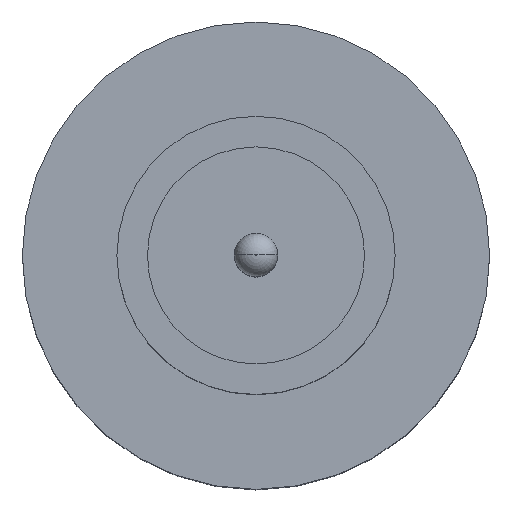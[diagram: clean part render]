
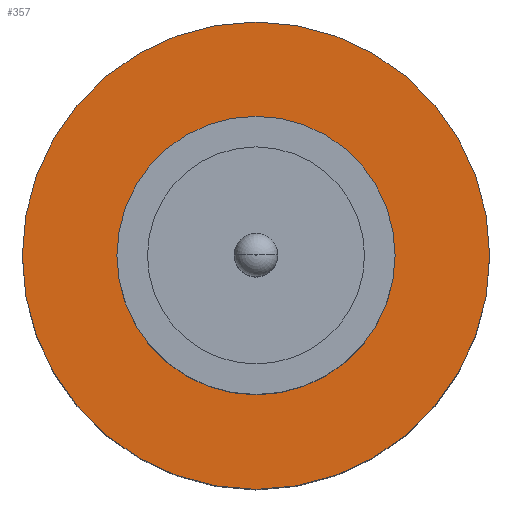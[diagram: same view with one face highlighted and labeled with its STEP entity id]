
A CAD part, top view. The second image highlights one B-rep face of the part: STEP entity #357.
In plain terms, the highlighted planar face has unit normal (0, 0, 1).
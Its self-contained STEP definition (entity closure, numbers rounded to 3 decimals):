
#1 = VERTEX_POINT ( 'NONE', #443 ) ;
#14 = ORIENTED_EDGE ( 'NONE', *, *, #701, .F. ) ;
#50 = FACE_OUTER_BOUND ( 'NONE', #839, .T. ) ;
#76 = AXIS2_PLACEMENT_3D ( 'NONE', #744, #916, #368 ) ;
#79 = VERTEX_POINT ( 'NONE', #362 ) ;
#122 = DIRECTION ( 'NONE',  ( 1., 0., 0. ) ) ;
#127 = DIRECTION ( 'NONE',  ( 0., 0., 1. ) ) ;
#164 = DIRECTION ( 'NONE',  ( 0., 0., 1. ) ) ;
#218 = CIRCLE ( 'NONE', #559, 2.1 ) ;
#239 = CIRCLE ( 'NONE', #646, 2.1 ) ;
#253 = ORIENTED_EDGE ( 'NONE', *, *, #464, .F. ) ;
#261 = VERTEX_POINT ( 'NONE', #587 ) ;
#309 = CARTESIAN_POINT ( 'NONE',  ( -2.1, 0., 1.55 ) ) ;
#344 = CARTESIAN_POINT ( 'NONE',  ( 0., 0., 1.55 ) ) ;
#357 = ADVANCED_FACE ( 'NONE', ( #699, #50 ), #913, .T. ) ;
#362 = CARTESIAN_POINT ( 'NONE',  ( 2.1, 0., 1.55 ) ) ;
#368 = DIRECTION ( 'NONE',  ( 1., 0., 0. ) ) ;
#394 = CIRCLE ( 'NONE', #878, 1.25 ) ;
#415 = DIRECTION ( 'NONE',  ( 1., 0., 0. ) ) ;
#434 = ORIENTED_EDGE ( 'NONE', *, *, #923, .T. ) ;
#443 = CARTESIAN_POINT ( 'NONE',  ( 1.25, 0., 1.55 ) ) ;
#464 = EDGE_CURVE ( 'NONE', #1, #261, #906, .T. ) ;
#475 = EDGE_LOOP ( 'NONE', ( #253, #14 ) ) ;
#525 = VERTEX_POINT ( 'NONE', #309 ) ;
#559 = AXIS2_PLACEMENT_3D ( 'NONE', #344, #591, #731 ) ;
#587 = CARTESIAN_POINT ( 'NONE',  ( -1.25, 0., 1.55 ) ) ;
#588 = DIRECTION ( 'NONE',  ( 0., 0., 1. ) ) ;
#591 = DIRECTION ( 'NONE',  ( 0., 0., 1. ) ) ;
#600 = CARTESIAN_POINT ( 'NONE',  ( 0., 0., 1.55 ) ) ;
#646 = AXIS2_PLACEMENT_3D ( 'NONE', #896, #588, #735 ) ;
#699 = FACE_BOUND ( 'NONE', #475, .T. ) ;
#701 = EDGE_CURVE ( 'NONE', #261, #1, #394, .T. ) ;
#731 = DIRECTION ( 'NONE',  ( 1., 0., 0. ) ) ;
#735 = DIRECTION ( 'NONE',  ( 1., 0., 0. ) ) ;
#744 = CARTESIAN_POINT ( 'NONE',  ( 0., 0., 1.55 ) ) ;
#817 = ORIENTED_EDGE ( 'NONE', *, *, #1008, .T. ) ;
#827 = AXIS2_PLACEMENT_3D ( 'NONE', #600, #127, #122 ) ;
#839 = EDGE_LOOP ( 'NONE', ( #434, #817 ) ) ;
#878 = AXIS2_PLACEMENT_3D ( 'NONE', #937, #164, #415 ) ;
#896 = CARTESIAN_POINT ( 'NONE',  ( 0., 0., 1.55 ) ) ;
#906 = CIRCLE ( 'NONE', #827, 1.25 ) ;
#913 = PLANE ( 'NONE',  #76 ) ;
#916 = DIRECTION ( 'NONE',  ( 0., 0., 1. ) ) ;
#923 = EDGE_CURVE ( 'NONE', #525, #79, #218, .T. ) ;
#937 = CARTESIAN_POINT ( 'NONE',  ( 0., 0., 1.55 ) ) ;
#1008 = EDGE_CURVE ( 'NONE', #79, #525, #239, .T. ) ;
